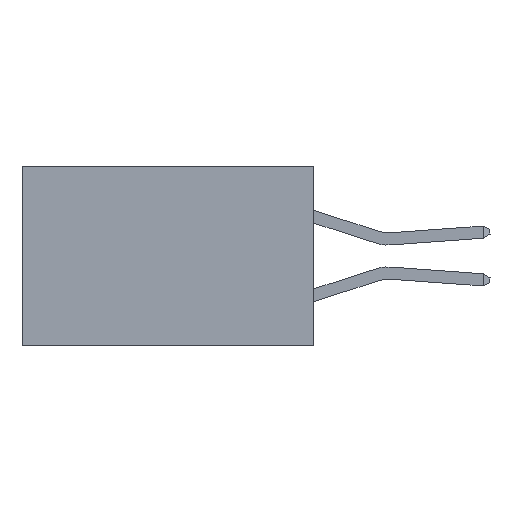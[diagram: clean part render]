
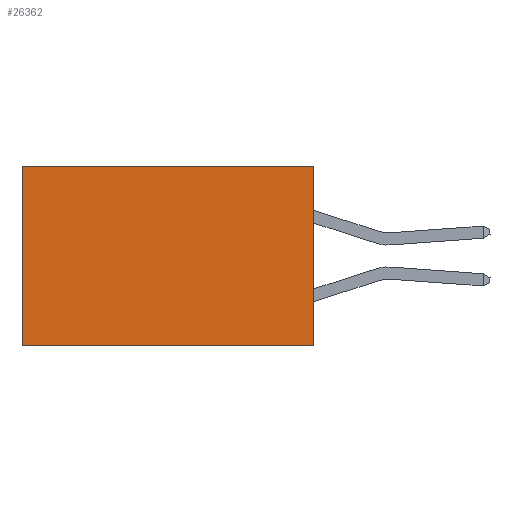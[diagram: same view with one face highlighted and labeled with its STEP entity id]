
A CAD part, left-side view. The second image highlights one B-rep face of the part: STEP entity #26362.
In plain terms, the highlighted planar face has unit normal (-1, 0, 0).
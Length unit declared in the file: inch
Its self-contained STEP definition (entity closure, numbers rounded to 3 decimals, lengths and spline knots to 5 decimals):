
#97 = CARTESIAN_POINT ( 'NONE',  ( 0.2875, 0.6, 0. ) ) ;
#1425 = FACE_OUTER_BOUND ( 'NONE', #24149, .T. ) ;
#2496 = DIRECTION ( 'NONE',  ( 0., 0., -1. ) ) ;
#3238 = VERTEX_POINT ( 'NONE', #23109 ) ;
#4661 = PLANE ( 'NONE',  #14560 ) ;
#7042 = CARTESIAN_POINT ( 'NONE',  ( 0.2875, 0., 0. ) ) ;
#7542 = LINE ( 'NONE', #25690, #19765 ) ;
#9877 = VECTOR ( 'NONE', #2496, 39.37008 ) ;
#10066 = EDGE_CURVE ( 'NONE', #3238, #28862, #26630, .T. ) ;
#10138 = DIRECTION ( 'NONE',  ( 0., 1., 0. ) ) ;
#11175 = ORIENTED_EDGE ( 'NONE', *, *, #23054, .T. ) ;
#11748 = DIRECTION ( 'NONE',  ( 0., 0., -1. ) ) ;
#12256 = DIRECTION ( 'NONE',  ( 0., 1., 0. ) ) ;
#12471 = CARTESIAN_POINT ( 'NONE',  ( 0.2875, 0., -0.37 ) ) ;
#13932 = VERTEX_POINT ( 'NONE', #18863 ) ;
#14560 = AXIS2_PLACEMENT_3D ( 'NONE', #7042, #25202, #11748 ) ;
#14799 = VECTOR ( 'NONE', #10138, 39.37008 ) ;
#15311 = VECTOR ( 'NONE', #24493, 39.37008 ) ;
#16113 = EDGE_CURVE ( 'NONE', #13932, #28862, #16758, .T. ) ;
#16565 = EDGE_CURVE ( 'NONE', #17452, #3238, #21900, .T. ) ;
#16758 = LINE ( 'NONE', #97, #9877 ) ;
#17452 = VERTEX_POINT ( 'NONE', #19889 ) ;
#18863 = CARTESIAN_POINT ( 'NONE',  ( 0.2875, 0.6, 0. ) ) ;
#19581 = ORIENTED_EDGE ( 'NONE', *, *, #10066, .F. ) ;
#19765 = VECTOR ( 'NONE', #12256, 39.37008 ) ;
#19889 = CARTESIAN_POINT ( 'NONE',  ( 0.2875, 0., 0. ) ) ;
#21900 = LINE ( 'NONE', #22259, #15311 ) ;
#22259 = CARTESIAN_POINT ( 'NONE',  ( 0.2875, 0., 0. ) ) ;
#23054 = EDGE_CURVE ( 'NONE', #17452, #13932, #7542, .T. ) ;
#23109 = CARTESIAN_POINT ( 'NONE',  ( 0.2875, 0., -0.37 ) ) ;
#24149 = EDGE_LOOP ( 'NONE', ( #27892, #19581, #27134, #11175 ) ) ;
#24493 = DIRECTION ( 'NONE',  ( 0., 0., -1. ) ) ;
#24976 = CARTESIAN_POINT ( 'NONE',  ( 0.2875, 0.6, -0.37 ) ) ;
#25202 = DIRECTION ( 'NONE',  ( 1., 0., 0. ) ) ;
#25690 = CARTESIAN_POINT ( 'NONE',  ( 0.2875, 0., 0. ) ) ;
#26362 = ADVANCED_FACE ( 'NONE', ( #1425 ), #4661, .F. ) ;
#26630 = LINE ( 'NONE', #12471, #14799 ) ;
#27134 = ORIENTED_EDGE ( 'NONE', *, *, #16565, .F. ) ;
#27892 = ORIENTED_EDGE ( 'NONE', *, *, #16113, .T. ) ;
#28862 = VERTEX_POINT ( 'NONE', #24976 ) ;
